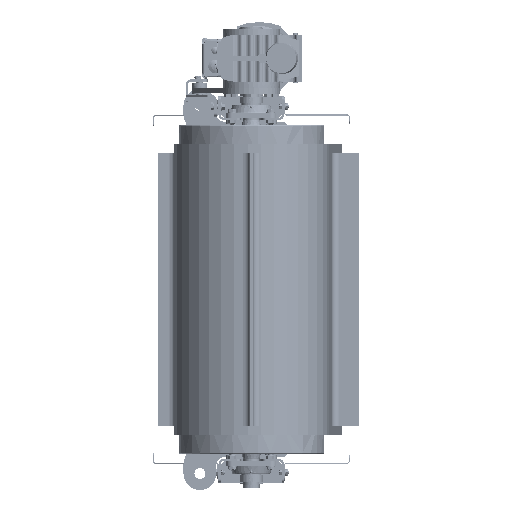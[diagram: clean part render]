
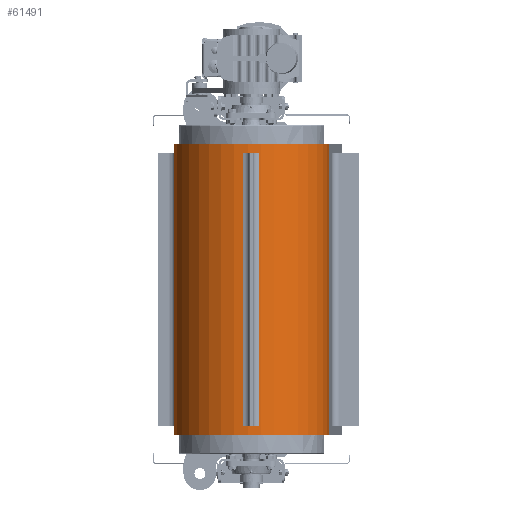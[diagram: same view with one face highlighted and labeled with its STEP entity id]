
A CAD part, left-side view. The second image highlights one B-rep face of the part: STEP entity #61491.
In plain terms, the highlighted cylindrical face has radius 213 mm (diameter 426 mm), a partial arc.
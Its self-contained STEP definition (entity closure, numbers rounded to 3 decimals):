
#12355=FACE_OUTER_BOUND('',#19800,.F.);
#19800=EDGE_LOOP('',(#34221,#34222,#34223,#34224));
#34221=ORIENTED_EDGE('',*,*,#98487,.F.);
#34222=ORIENTED_EDGE('',*,*,#98497,.T.);
#34223=ORIENTED_EDGE('',*,*,#98498,.T.);
#34224=ORIENTED_EDGE('',*,*,#98499,.T.);
#61491=ADVANCED_FACE('',(#12355),#67349,.T.);
#67349=CYLINDRICAL_SURFACE('',#130212,213.);
#73124=LINE('',#191173,#81508);
#73134=LINE('',#191184,#81518);
#81508=VECTOR('',#149854,800.);
#81518=VECTOR('',#149866,800.);
#89700=CIRCLE('',#130082,213.);
#89701=CIRCLE('',#130083,213.);
#98487=EDGE_CURVE('',#113929,#113928,#73124,.T.);
#98497=EDGE_CURVE('',#113929,#113919,#89700,.T.);
#98498=EDGE_CURVE('',#113919,#113918,#73134,.T.);
#98499=EDGE_CURVE('',#113918,#113928,#89701,.T.);
#113918=VERTEX_POINT('',#191091);
#113919=VERTEX_POINT('',#191092);
#113928=VERTEX_POINT('',#191101);
#113929=VERTEX_POINT('',#191102);
#130082=AXIS2_PLACEMENT_3D('',#191183,#149864,#149865);
#130083=AXIS2_PLACEMENT_3D('',#191185,#149867,#149868);
#130212=AXIS2_PLACEMENT_3D('',#191515,#150326,#150327);
#149854=DIRECTION('',(0.,0.,1.));
#149864=DIRECTION('',(0.,0.,-1.));
#149865=DIRECTION('',(-0.047,-0.999,0.));
#149866=DIRECTION('',(0.,0.,1.));
#149867=DIRECTION('',(0.,0.,1.));
#149868=DIRECTION('',(0.048,0.999,0.));
#150326=DIRECTION('',(0.,0.,1.));
#150327=DIRECTION('',(0.135,0.991,0.));
#191091=CARTESIAN_POINT('',(-924.802,413.756,400.));
#191092=CARTESIAN_POINT('',(-924.802,413.756,-400.));
#191101=CARTESIAN_POINT('',(-945.066,-11.762,400.));
#191102=CARTESIAN_POINT('',(-945.066,-11.762,-400.));
#191173=CARTESIAN_POINT('',(-945.066,-11.762,-400.));
#191183=CARTESIAN_POINT('',(-935.,201.,-400.));
#191184=CARTESIAN_POINT('',(-924.802,413.756,-400.));
#191185=CARTESIAN_POINT('',(-935.,201.,400.));
#191515=CARTESIAN_POINT('',(-935.,201.,440.));
